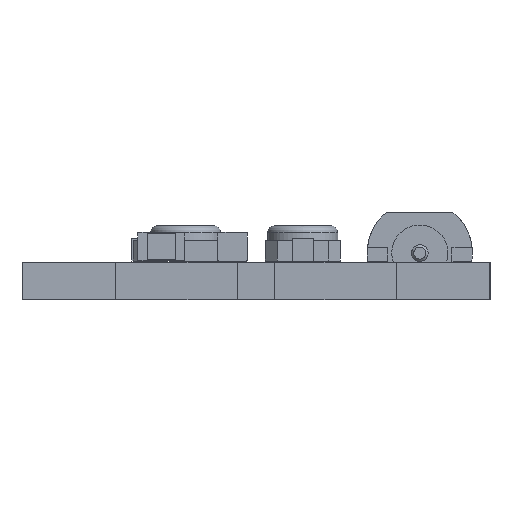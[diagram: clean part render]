
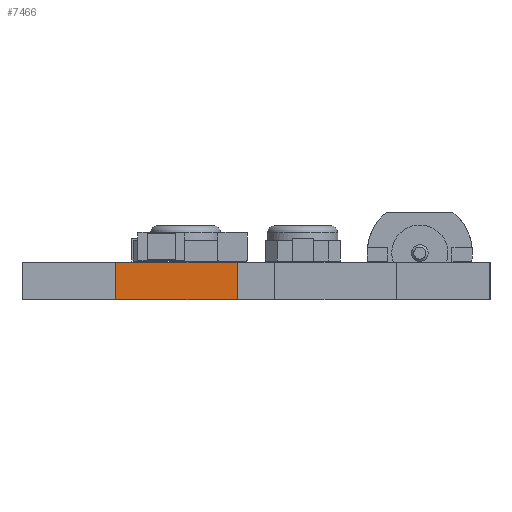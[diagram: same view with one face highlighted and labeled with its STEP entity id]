
A CAD part, left-side view. The second image highlights one B-rep face of the part: STEP entity #7466.
In plain terms, the highlighted planar face has unit normal (-1, 0, 0).
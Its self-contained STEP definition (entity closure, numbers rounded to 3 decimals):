
#6869 = PLANE('',#6870);
#6870 = AXIS2_PLACEMENT_3D('',#6871,#6872,#6873);
#6871 = CARTESIAN_POINT('',(132.453,-117.007,1.6));
#6872 = DIRECTION('',(0.,0.,1.));
#6873 = DIRECTION('',(1.,0.,-0.));
#6923 = PLANE('',#6924);
#6924 = AXIS2_PLACEMENT_3D('',#6925,#6926,#6927);
#6925 = CARTESIAN_POINT('',(132.453,-117.007,0.));
#6926 = DIRECTION('',(0.,0.,1.));
#6927 = DIRECTION('',(1.,0.,-0.));
#7358 = PLANE('',#7359);
#7359 = AXIS2_PLACEMENT_3D('',#7360,#7361,#7362);
#7360 = CARTESIAN_POINT('',(120.,-110.,0.));
#7361 = DIRECTION('',(0.,-1.,0.));
#7362 = DIRECTION('',(-1.,0.,0.));
#7396 = VERTEX_POINT('',#7397);
#7397 = CARTESIAN_POINT('',(116.,-110.,1.6));
#7418 = EDGE_CURVE('',#7419,#7396,#7421,.T.);
#7419 = VERTEX_POINT('',#7420);
#7420 = CARTESIAN_POINT('',(116.,-110.,0.));
#7421 = SURFACE_CURVE('',#7422,(#7426,#7433),.PCURVE_S1.);
#7422 = LINE('',#7423,#7424);
#7423 = CARTESIAN_POINT('',(116.,-110.,0.));
#7424 = VECTOR('',#7425,1.);
#7425 = DIRECTION('',(0.,0.,1.));
#7426 = PCURVE('',#7358,#7427);
#7427 = DEFINITIONAL_REPRESENTATION('',(#7428),#7432);
#7428 = LINE('',#7429,#7430);
#7429 = CARTESIAN_POINT('',(4.,0.));
#7430 = VECTOR('',#7431,1.);
#7431 = DIRECTION('',(0.,-1.));
#7432 = ( GEOMETRIC_REPRESENTATION_CONTEXT(2) 
PARAMETRIC_REPRESENTATION_CONTEXT() REPRESENTATION_CONTEXT('2D SPACE',''
  ) );
#7433 = PCURVE('',#7434,#7439);
#7434 = PLANE('',#7435);
#7435 = AXIS2_PLACEMENT_3D('',#7436,#7437,#7438);
#7436 = CARTESIAN_POINT('',(116.,-110.,0.));
#7437 = DIRECTION('',(1.,0.,-0.));
#7438 = DIRECTION('',(0.,-1.,0.));
#7439 = DEFINITIONAL_REPRESENTATION('',(#7440),#7444);
#7440 = LINE('',#7441,#7442);
#7441 = CARTESIAN_POINT('',(0.,0.));
#7442 = VECTOR('',#7443,1.);
#7443 = DIRECTION('',(0.,-1.));
#7444 = ( GEOMETRIC_REPRESENTATION_CONTEXT(2) 
PARAMETRIC_REPRESENTATION_CONTEXT() REPRESENTATION_CONTEXT('2D SPACE',''
  ) );
#7466 = ADVANCED_FACE('',(#7467),#7434,.F.);
#7467 = FACE_BOUND('',#7468,.F.);
#7468 = EDGE_LOOP('',(#7469,#7470,#7493,#7521));
#7469 = ORIENTED_EDGE('',*,*,#7418,.T.);
#7470 = ORIENTED_EDGE('',*,*,#7471,.T.);
#7471 = EDGE_CURVE('',#7396,#7472,#7474,.T.);
#7472 = VERTEX_POINT('',#7473);
#7473 = CARTESIAN_POINT('',(116.,-115.2,1.6));
#7474 = SURFACE_CURVE('',#7475,(#7479,#7486),.PCURVE_S1.);
#7475 = LINE('',#7476,#7477);
#7476 = CARTESIAN_POINT('',(116.,-110.,1.6));
#7477 = VECTOR('',#7478,1.);
#7478 = DIRECTION('',(0.,-1.,0.));
#7479 = PCURVE('',#7434,#7480);
#7480 = DEFINITIONAL_REPRESENTATION('',(#7481),#7485);
#7481 = LINE('',#7482,#7483);
#7482 = CARTESIAN_POINT('',(0.,-1.6));
#7483 = VECTOR('',#7484,1.);
#7484 = DIRECTION('',(1.,0.));
#7485 = ( GEOMETRIC_REPRESENTATION_CONTEXT(2) 
PARAMETRIC_REPRESENTATION_CONTEXT() REPRESENTATION_CONTEXT('2D SPACE',''
  ) );
#7486 = PCURVE('',#6869,#7487);
#7487 = DEFINITIONAL_REPRESENTATION('',(#7488),#7492);
#7488 = LINE('',#7489,#7490);
#7489 = CARTESIAN_POINT('',(-16.453,7.007));
#7490 = VECTOR('',#7491,1.);
#7491 = DIRECTION('',(0.,-1.));
#7492 = ( GEOMETRIC_REPRESENTATION_CONTEXT(2) 
PARAMETRIC_REPRESENTATION_CONTEXT() REPRESENTATION_CONTEXT('2D SPACE',''
  ) );
#7493 = ORIENTED_EDGE('',*,*,#7494,.F.);
#7494 = EDGE_CURVE('',#7495,#7472,#7497,.T.);
#7495 = VERTEX_POINT('',#7496);
#7496 = CARTESIAN_POINT('',(116.,-115.2,0.));
#7497 = SURFACE_CURVE('',#7498,(#7502,#7509),.PCURVE_S1.);
#7498 = LINE('',#7499,#7500);
#7499 = CARTESIAN_POINT('',(116.,-115.2,0.));
#7500 = VECTOR('',#7501,1.);
#7501 = DIRECTION('',(0.,0.,1.));
#7502 = PCURVE('',#7434,#7503);
#7503 = DEFINITIONAL_REPRESENTATION('',(#7504),#7508);
#7504 = LINE('',#7505,#7506);
#7505 = CARTESIAN_POINT('',(5.2,0.));
#7506 = VECTOR('',#7507,1.);
#7507 = DIRECTION('',(0.,-1.));
#7508 = ( GEOMETRIC_REPRESENTATION_CONTEXT(2) 
PARAMETRIC_REPRESENTATION_CONTEXT() REPRESENTATION_CONTEXT('2D SPACE',''
  ) );
#7509 = PCURVE('',#7510,#7515);
#7510 = PLANE('',#7511);
#7511 = AXIS2_PLACEMENT_3D('',#7512,#7513,#7514);
#7512 = CARTESIAN_POINT('',(116.,-115.2,0.));
#7513 = DIRECTION('',(0.,1.,0.));
#7514 = DIRECTION('',(1.,0.,0.));
#7515 = DEFINITIONAL_REPRESENTATION('',(#7516),#7520);
#7516 = LINE('',#7517,#7518);
#7517 = CARTESIAN_POINT('',(0.,0.));
#7518 = VECTOR('',#7519,1.);
#7519 = DIRECTION('',(0.,-1.));
#7520 = ( GEOMETRIC_REPRESENTATION_CONTEXT(2) 
PARAMETRIC_REPRESENTATION_CONTEXT() REPRESENTATION_CONTEXT('2D SPACE',''
  ) );
#7521 = ORIENTED_EDGE('',*,*,#7522,.F.);
#7522 = EDGE_CURVE('',#7419,#7495,#7523,.T.);
#7523 = SURFACE_CURVE('',#7524,(#7528,#7535),.PCURVE_S1.);
#7524 = LINE('',#7525,#7526);
#7525 = CARTESIAN_POINT('',(116.,-110.,0.));
#7526 = VECTOR('',#7527,1.);
#7527 = DIRECTION('',(0.,-1.,0.));
#7528 = PCURVE('',#7434,#7529);
#7529 = DEFINITIONAL_REPRESENTATION('',(#7530),#7534);
#7530 = LINE('',#7531,#7532);
#7531 = CARTESIAN_POINT('',(0.,0.));
#7532 = VECTOR('',#7533,1.);
#7533 = DIRECTION('',(1.,0.));
#7534 = ( GEOMETRIC_REPRESENTATION_CONTEXT(2) 
PARAMETRIC_REPRESENTATION_CONTEXT() REPRESENTATION_CONTEXT('2D SPACE',''
  ) );
#7535 = PCURVE('',#6923,#7536);
#7536 = DEFINITIONAL_REPRESENTATION('',(#7537),#7541);
#7537 = LINE('',#7538,#7539);
#7538 = CARTESIAN_POINT('',(-16.453,7.007));
#7539 = VECTOR('',#7540,1.);
#7540 = DIRECTION('',(0.,-1.));
#7541 = ( GEOMETRIC_REPRESENTATION_CONTEXT(2) 
PARAMETRIC_REPRESENTATION_CONTEXT() REPRESENTATION_CONTEXT('2D SPACE',''
  ) );
